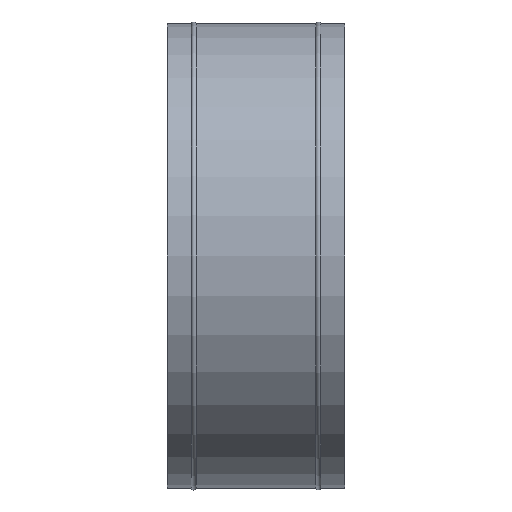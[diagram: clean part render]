
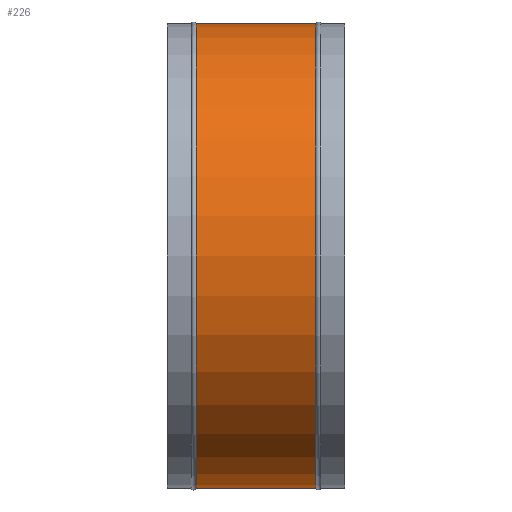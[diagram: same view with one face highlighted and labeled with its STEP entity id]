
A CAD part, front view. The second image highlights one B-rep face of the part: STEP entity #226.
In plain terms, the highlighted cylindrical face has radius 261 mm (diameter 522 mm), a partial arc.
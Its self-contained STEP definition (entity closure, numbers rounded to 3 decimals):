
#3 = AXIS2_PLACEMENT_3D ( 'NONE', #133, #398, #233 ) ;
#5 = LINE ( 'NONE', #225, #287 ) ;
#12 = EDGE_CURVE ( 'NONE', #184, #103, #208, .T. ) ;
#14 = AXIS2_PLACEMENT_3D ( 'NONE', #49, #343, #178 ) ;
#18 = ORIENTED_EDGE ( 'NONE', *, *, #260, .F. ) ;
#25 = DIRECTION ( 'NONE',  ( -1., 0., 0. ) ) ;
#26 = CARTESIAN_POINT ( 'NONE',  ( 0., 0., 0. ) ) ;
#49 = CARTESIAN_POINT ( 'NONE',  ( 167.172, 0., 0. ) ) ;
#52 = VECTOR ( 'NONE', #263, 1000. ) ;
#71 = EDGE_CURVE ( 'NONE', #335, #184, #222, .T. ) ;
#78 = ORIENTED_EDGE ( 'NONE', *, *, #12, .T. ) ;
#87 = CARTESIAN_POINT ( 'NONE',  ( 167.172, 0., 261. ) ) ;
#99 = CARTESIAN_POINT ( 'NONE',  ( 32.828, 0., -261. ) ) ;
#103 = VERTEX_POINT ( 'NONE', #180 ) ;
#105 = CARTESIAN_POINT ( 'NONE',  ( 0., 0., 261. ) ) ;
#133 = CARTESIAN_POINT ( 'NONE',  ( 32.828, 0., 0. ) ) ;
#171 = CARTESIAN_POINT ( 'NONE',  ( 167.172, 0., -261. ) ) ;
#178 = DIRECTION ( 'NONE',  ( 0., 0., 1. ) ) ;
#180 = CARTESIAN_POINT ( 'NONE',  ( 32.828, 0., 261. ) ) ;
#184 = VERTEX_POINT ( 'NONE', #87 ) ;
#197 = AXIS2_PLACEMENT_3D ( 'NONE', #26, #290, #356 ) ;
#201 = CIRCLE ( 'NONE', #3, 261. ) ;
#208 = LINE ( 'NONE', #105, #52 ) ;
#222 = CIRCLE ( 'NONE', #14, 261. ) ;
#225 = CARTESIAN_POINT ( 'NONE',  ( 0., 0., -261. ) ) ;
#226 = ADVANCED_FACE ( 'NONE', ( #247 ), #415, .T. ) ;
#233 = DIRECTION ( 'NONE',  ( 0., 0., 1. ) ) ;
#247 = FACE_OUTER_BOUND ( 'NONE', #272, .T. ) ;
#260 = EDGE_CURVE ( 'NONE', #335, #322, #5, .T. ) ;
#263 = DIRECTION ( 'NONE',  ( -1., 0., 0. ) ) ;
#272 = EDGE_LOOP ( 'NONE', ( #18, #379, #78, #350 ) ) ;
#287 = VECTOR ( 'NONE', #25, 1000. ) ;
#290 = DIRECTION ( 'NONE',  ( -1., 0., 0. ) ) ;
#322 = VERTEX_POINT ( 'NONE', #99 ) ;
#335 = VERTEX_POINT ( 'NONE', #171 ) ;
#343 = DIRECTION ( 'NONE',  ( -1., 0., 0. ) ) ;
#350 = ORIENTED_EDGE ( 'NONE', *, *, #386, .F. ) ;
#356 = DIRECTION ( 'NONE',  ( 0., 0., 1. ) ) ;
#379 = ORIENTED_EDGE ( 'NONE', *, *, #71, .T. ) ;
#386 = EDGE_CURVE ( 'NONE', #322, #103, #201, .T. ) ;
#398 = DIRECTION ( 'NONE',  ( -1., 0., 0. ) ) ;
#415 = CYLINDRICAL_SURFACE ( 'NONE', #197, 261. ) ;
